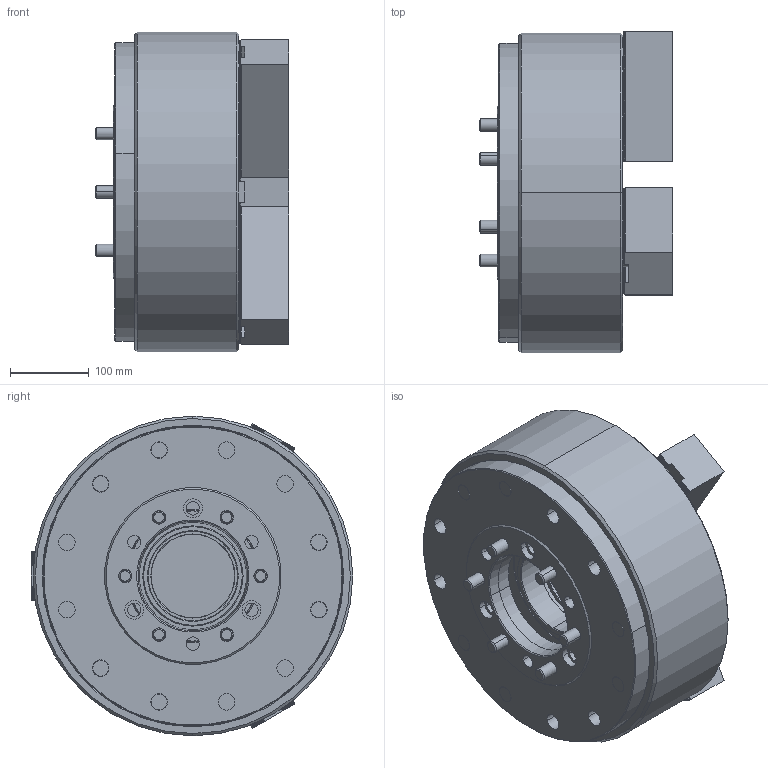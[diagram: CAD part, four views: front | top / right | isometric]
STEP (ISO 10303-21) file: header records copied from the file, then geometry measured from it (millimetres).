
FILE_DESCRIPTION (( 'STEP AP203' ), '1' );
FILE_NAME ('CF-3H-215A8.STEP', '2020-02-17T04:59:43', ( '' ), ( '' ), 'SwSTEP 2.0', 'SolidWorks 2016', '' );
FILE_SCHEMA (( 'CONFIG_CONTROL_DESIGN' ));
Length unit declared in the file: millimetre
Products named in the file (13): CF-3H-215-04000(T型塊); 半圓頭六角孔螺栓_M6x12; 圓頭內六角螺栓_M24x130; 圓頭內六角螺栓_M20x50; CF-3H-215-01000; 3H-15B-10000-A8法蘭; CF-3H-215-02010; 圓頭內六角螺栓_M16x40; CF-3H-215-04000_A8用; CF-3H-215-07000; CF-3H-215-06000; CF-3H-215A8; SJ-15P
Assembly tree (34 placements, depth 2):
  CF-3H-215A8
    CF-3H-215-01000
    CF-3H-215-02010
    CF-3H-215-04000_A8用
    CF-3H-215-06000
    SJ-15P  x3
    CF-3H-215-04000(T型塊)
    半圓頭六角孔螺栓_M6x12  x6
    圓頭內六角螺栓_M24x130  x6
    圓頭內六角螺栓_M20x50  x6
    3H-15B-10000-A8法蘭
    圓頭內六角螺栓_M16x40  x6
    CF-3H-215-07000
Bounding box: 245.2 x 407.25 x 405 mm (x, y, z)
Volume: 18788387.3 mm3; surface area: 1533033.1 mm2
Topology: 34 solids, 34 shells, 3688 faces, 10261 edges, 6711 vertices
Faces by surface type: plane 2460, cylinder 986, cone 220, torus 22
Entity records: 44834 total; most frequent: CARTESIAN_POINT 8883, ORIENTED_EDGE 7426, DIRECTION 6665, EDGE_CURVE 3713, LINE 2677, VECTOR 2677, VERTEX_POINT 2436, AXIS2_PLACEMENT_3D 1994
